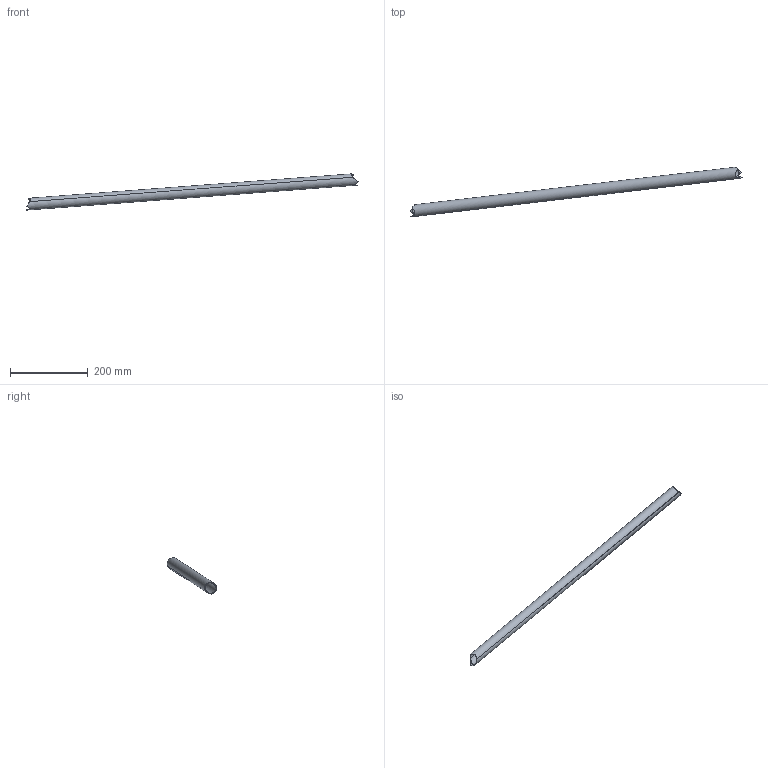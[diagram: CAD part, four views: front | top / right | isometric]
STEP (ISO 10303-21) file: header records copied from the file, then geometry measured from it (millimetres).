
FILE_DESCRIPTION(('STEP AP214'),'1');
FILE_NAME('28.stp','2018-02-08T14:41:55',(' '),(' '),'Spatial InterOp 3D',' ',' ');
FILE_SCHEMA(('automotive_design'));
Length unit declared in the file: metre
Products named in the file (1): Corps1
Bounding box: 855.93 x 127.8 x 93.43 mm (x, y, z)
Volume: 112991.8 mm3; surface area: 151412.3 mm2
Topology: 1 solids, 1 shells, 14 faces, 49 edges, 35 vertices
Faces by surface type: cylinder 8, extrusion 6
Entity records: 1371 total; most frequent: CARTESIAN_POINT 837, ORIENTED_EDGE 98, DIRECTION 61, EDGE_CURVE 49, VERTEX_POINT 35, B_SPLINE_CURVE_WITH_KNOTS 31, AXIS2_PLACEMENT_3D 22, VECTOR 17
